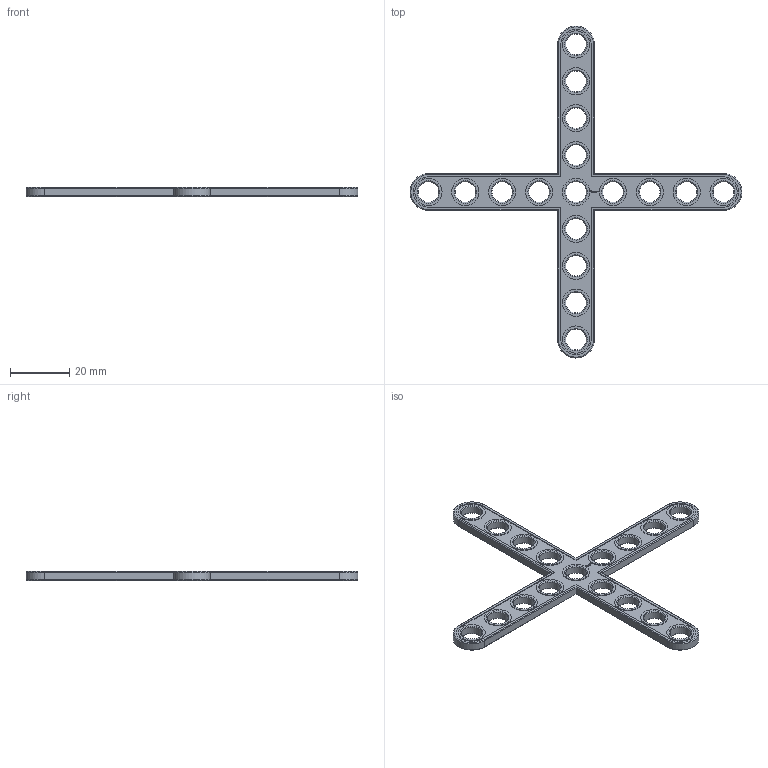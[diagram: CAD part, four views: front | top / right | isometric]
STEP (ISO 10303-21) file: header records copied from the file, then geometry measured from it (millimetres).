
FILE_DESCRIPTION(('FreeCAD Model'),'2;1');
FILE_NAME('Open CASCADE Shape Model','2023-10-20T20:22:24',(''),(''), 'Open CASCADE STEP processor 7.6','FreeCAD','Unknown');
FILE_SCHEMA(('AUTOMOTIVE_DESIGN { 1 0 10303 214 1 1 1 1 }'));
Length unit declared in the file: millimetre
Products named in the file (1): Brace CRS STD SYM ER BU09x00,25 - SPN-BRC-0603 (stemfie.org)
Bounding box: 112.5 x 112.5 x 3.12 mm (x, y, z)
Volume: 5775.5 mm3; surface area: 6283.1 mm2
Topology: 1 solids, 1 shells, 689 faces, 1861 edges, 1226 vertices
Faces by surface type: plane 357, extrusion 234, cone 56, cylinder 42
Full cylindrical faces by diameter (mm): 7 x17, 9.2 x17
Entity records: 47143 total; most frequent: CARTESIAN_POINT 12768, DIRECTION 5091, VECTOR 3799, ORIENTED_EDGE 3722, PCURVE 3722, DEFINITIONAL_REPRESENTATION 3722, LINE 3565, B_SPLINE_CURVE_WITH_KNOTS 1972
